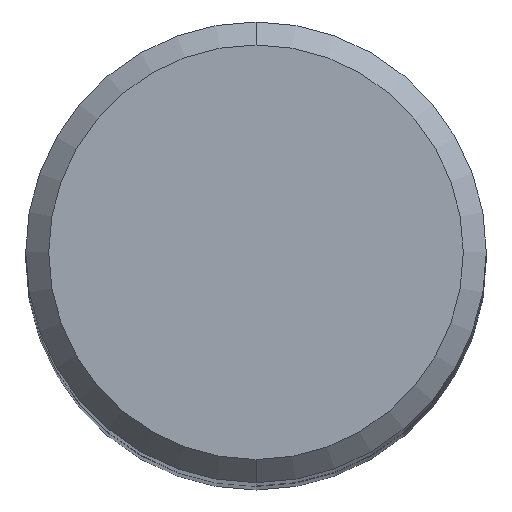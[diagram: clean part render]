
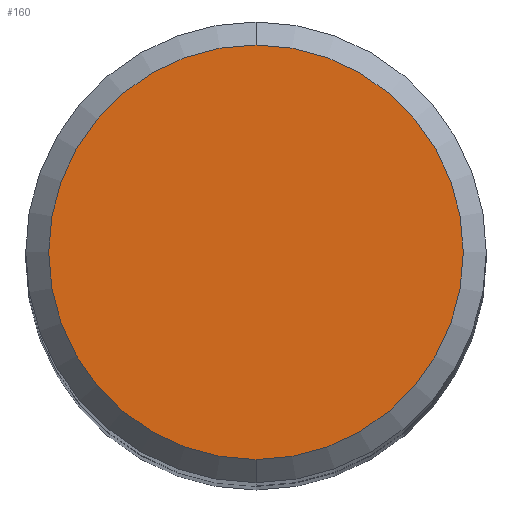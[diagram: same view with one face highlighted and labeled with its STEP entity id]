
A CAD part, top view. The second image highlights one B-rep face of the part: STEP entity #160.
In plain terms, the highlighted planar face has unit normal (0, 0, 1).
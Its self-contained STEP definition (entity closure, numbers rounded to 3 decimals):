
#102=VERTEX_POINT('',#225);
#136=EDGE_CURVE('',#148,#102,#262,.T.);
#148=VERTEX_POINT('',#276);
#156=EDGE_CURVE('',#102,#148,#285,.T.);
#160=ADVANCED_FACE('',(#291),#292,.T.);
#225=CARTESIAN_POINT('',(0.0,5.4,0.0));
#262=CIRCLE('',#406,5.4);
#276=CARTESIAN_POINT('',(0.,-5.4,0.0));
#285=CIRCLE('',#436,5.4);
#291=FACE_OUTER_BOUND('',#442,.T.);
#292=PLANE('',#443);
#406=AXIS2_PLACEMENT_3D('',#537,#538,#539);
#436=AXIS2_PLACEMENT_3D('',#570,#571,#572);
#442=EDGE_LOOP('',(#582,#583));
#443=AXIS2_PLACEMENT_3D('',#584,#585,#586);
#537=CARTESIAN_POINT('',(0.0,0.0,0.0));
#538=DIRECTION('',(0.0,0.0,-1.0));
#539=DIRECTION('',(0.0,1.0,0.0));
#570=CARTESIAN_POINT('',(0.0,0.0,0.0));
#571=DIRECTION('',(0.0,0.0,-1.0));
#572=DIRECTION('',(0.0,1.0,0.0));
#582=ORIENTED_EDGE('',*,*,#156,.F.);
#583=ORIENTED_EDGE('',*,*,#136,.F.);
#584=CARTESIAN_POINT('',(0.0,2.7,0.0));
#585=DIRECTION('',(-0.0,0.0,1.0));
#586=DIRECTION('',(0.0,-1.0,0.0));
